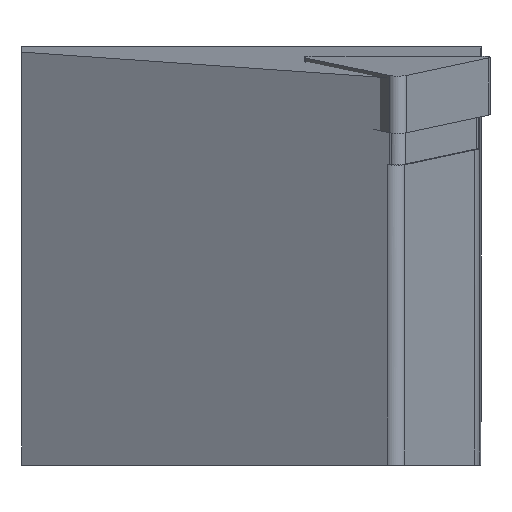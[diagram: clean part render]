
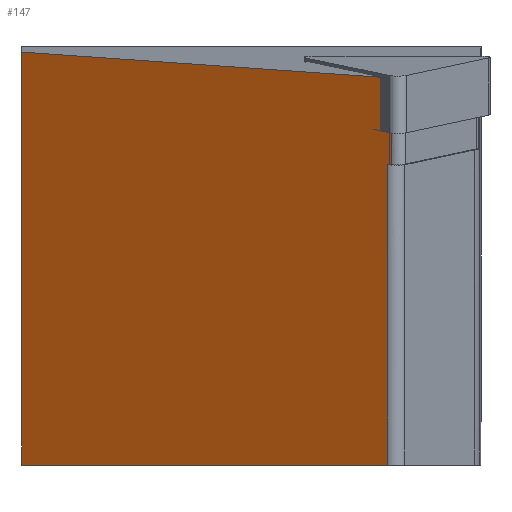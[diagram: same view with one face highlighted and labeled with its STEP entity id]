
A CAD part, left-side view. The second image highlights one B-rep face of the part: STEP entity #147.
In plain terms, the highlighted planar face has unit normal (-0.861, 0.497, -0.106).
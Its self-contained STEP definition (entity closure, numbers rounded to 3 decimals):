
#147=ADVANCED_FACE('',(#213),#184,.T.);
#184=PLANE('',#782);
#213=FACE_OUTER_BOUND('',#250,.T.);
#250=EDGE_LOOP('',(#352,#353,#354,#355,#356,#357));
#352=ORIENTED_EDGE('',*,*,#524,.F.);
#353=ORIENTED_EDGE('',*,*,#554,.F.);
#354=ORIENTED_EDGE('',*,*,#550,.T.);
#355=ORIENTED_EDGE('',*,*,#562,.F.);
#356=ORIENTED_EDGE('',*,*,#574,.F.);
#357=ORIENTED_EDGE('',*,*,#537,.F.);
#463=VERTEX_POINT('',#1019);
#464=VERTEX_POINT('',#1021);
#473=VERTEX_POINT('',#1046);
#479=VERTEX_POINT('',#1061);
#486=VERTEX_POINT('',#1074);
#491=VERTEX_POINT('',#1095);
#524=EDGE_CURVE('',#463,#464,#618,.T.);
#537=EDGE_CURVE('',#464,#473,#626,.T.);
#550=EDGE_CURVE('',#479,#486,#639,.T.);
#554=EDGE_CURVE('',#479,#463,#643,.T.);
#562=EDGE_CURVE('',#491,#486,#650,.T.);
#574=EDGE_CURVE('',#473,#491,#661,.T.);
#618=LINE('',#1020,#690);
#626=LINE('',#1047,#698);
#639=LINE('',#1075,#711);
#643=LINE('',#1082,#715);
#650=LINE('',#1096,#722);
#661=LINE('',#1119,#733);
#690=VECTOR('',#824,1.);
#698=VECTOR('',#850,1.);
#711=VECTOR('',#867,1.);
#715=VECTOR('',#873,1.);
#722=VECTOR('',#888,1.);
#733=VECTOR('',#913,1.);
#782=AXIS2_PLACEMENT_3D('',#1120,#914,#915);
#824=DIRECTION('',(0.122,0.,-0.993));
#850=DIRECTION('',(0.493,0.868,0.061));
#867=DIRECTION('',(0.122,0.,-0.993));
#873=DIRECTION('',(-0.493,-0.868,-0.061));
#888=DIRECTION('',(0.5,0.866,0.));
#913=DIRECTION('',(0.122,0.,-0.993));
#914=DIRECTION('',(-0.861,0.497,-0.106));
#915=DIRECTION('',(-0.5,-0.866,0.));
#1019=CARTESIAN_POINT('',(1.973,0.484,-0.06));
#1020=CARTESIAN_POINT('',(-26.396,0.484,230.985));
#1021=CARTESIAN_POINT('',(2.855,0.484,-7.246));
#1046=CARTESIAN_POINT('',(3.039,0.807,-7.223));
#1047=CARTESIAN_POINT('',(20.212,31.,-5.115));
#1061=CARTESIAN_POINT('',(19.33,31.,2.071));
#1074=CARTESIAN_POINT('',(23.513,31.,-32.));
#1075=CARTESIAN_POINT('',(-9.039,31.,233.116));
#1082=CARTESIAN_POINT('',(1.287,-0.722,-0.144));
#1095=CARTESIAN_POINT('',(6.081,0.807,-32.));
#1096=CARTESIAN_POINT('',(4.212,-2.432,-32.));
#1119=CARTESIAN_POINT('',(-26.212,0.807,231.008));
#1120=CARTESIAN_POINT('',(-9.039,31.,233.116));
